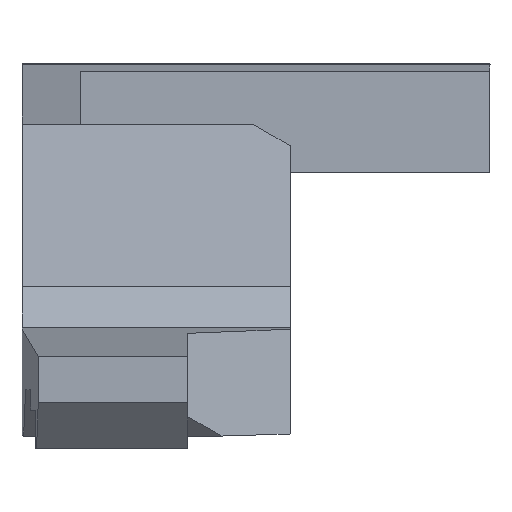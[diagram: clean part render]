
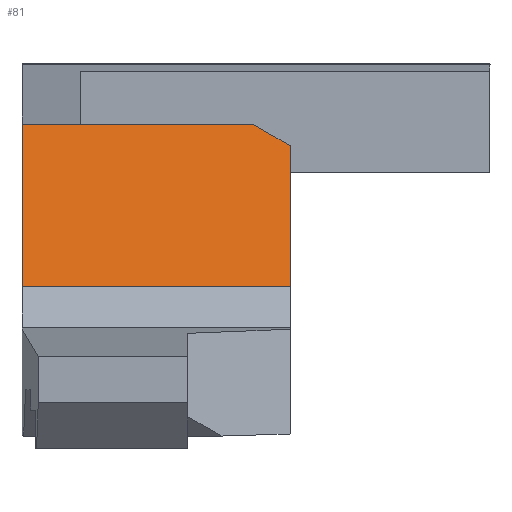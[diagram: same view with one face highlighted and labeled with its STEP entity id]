
A CAD part, front view. The second image highlights one B-rep face of the part: STEP entity #81.
In plain terms, the highlighted planar face has unit normal (0, -0.5, 0.866).
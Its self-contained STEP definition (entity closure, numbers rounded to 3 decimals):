
#81=ADVANCED_FACE('',(#170),#126,.F.);
#126=PLANE('',#1022);
#170=FACE_OUTER_BOUND('',#214,.T.);
#214=EDGE_LOOP('',(#418,#419,#420,#421,#422));
#418=ORIENTED_EDGE('',*,*,#696,.F.);
#419=ORIENTED_EDGE('',*,*,#697,.F.);
#420=ORIENTED_EDGE('',*,*,#694,.T.);
#421=ORIENTED_EDGE('',*,*,#692,.F.);
#422=ORIENTED_EDGE('',*,*,#698,.F.);
#570=VERTEX_POINT('',#1473);
#571=VERTEX_POINT('',#1475);
#572=VERTEX_POINT('',#1479);
#573=VERTEX_POINT('',#1483);
#574=VERTEX_POINT('',#1484);
#692=EDGE_CURVE('',#570,#571,#826,.T.);
#694=EDGE_CURVE('',#572,#571,#828,.T.);
#696=EDGE_CURVE('',#573,#574,#830,.T.);
#697=EDGE_CURVE('',#572,#573,#831,.T.);
#698=EDGE_CURVE('',#574,#570,#832,.T.);
#826=LINE('',#1474,#958);
#828=LINE('',#1478,#960);
#830=LINE('',#1482,#962);
#831=LINE('',#1485,#963);
#832=LINE('',#1486,#964);
#958=VECTOR('',#1202,1.);
#960=VECTOR('',#1206,1.);
#962=VECTOR('',#1210,1.);
#963=VECTOR('',#1211,1.);
#964=VECTOR('',#1212,1.);
#1022=AXIS2_PLACEMENT_3D('',#1487,#1213,#1214);
#1202=DIRECTION('',(0.,-0.866,-0.5));
#1206=DIRECTION('',(1.,0.,0.));
#1210=DIRECTION('',(1.,0.,0.));
#1211=DIRECTION('',(0.,0.866,0.5));
#1212=DIRECTION('',(0.652,-0.657,-0.379));
#1213=DIRECTION('',(0.,0.5,-0.866));
#1214=DIRECTION('',(0.,0.866,0.5));
#1473=CARTESIAN_POINT('',(8.25,7.5,6.48));
#1474=CARTESIAN_POINT('',(8.25,7.5,6.48));
#1475=CARTESIAN_POINT('',(8.25,0.,2.15));
#1478=CARTESIAN_POINT('',(0.,0.,2.15));
#1479=CARTESIAN_POINT('',(0.,0.,2.15));
#1482=CARTESIAN_POINT('',(0.,8.66,7.15));
#1483=CARTESIAN_POINT('',(0.,8.66,7.15));
#1484=CARTESIAN_POINT('',(7.099,8.66,7.15));
#1485=CARTESIAN_POINT('',(0.,0.,2.15));
#1486=CARTESIAN_POINT('',(7.099,8.66,7.15));
#1487=CARTESIAN_POINT('',(0.,0.,2.15));
